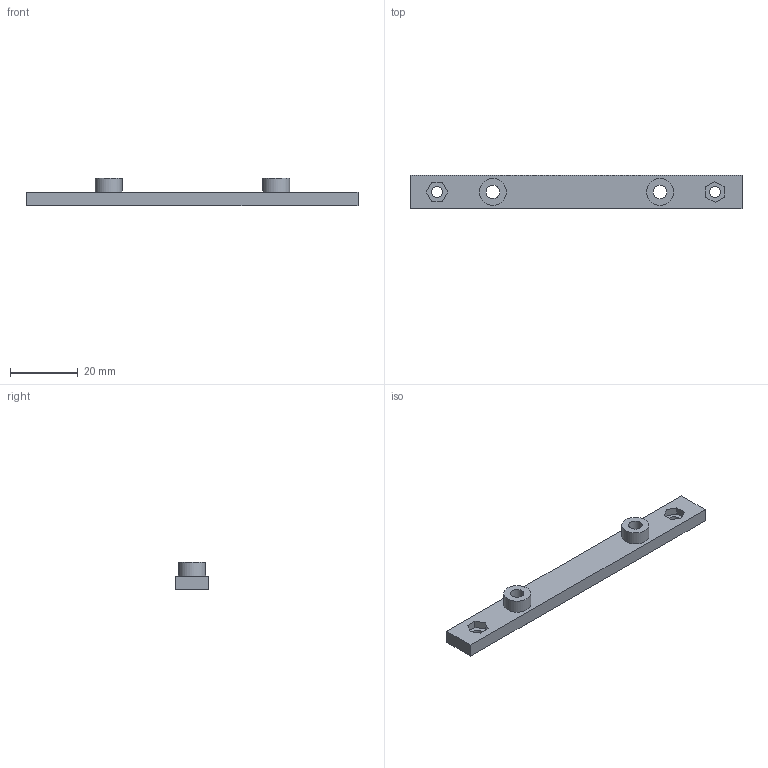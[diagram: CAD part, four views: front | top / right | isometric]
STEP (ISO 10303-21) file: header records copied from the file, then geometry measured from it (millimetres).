
FILE_DESCRIPTION(/* description */ ('STEP AP242','CAx-IF Rec.Pracs.---Representation and Presentation of Product Manufacturing Information (PMI)---4.0---2014-10-13','CAx-IF Rec.Pracs.---3D Tessellated Geometry---0.4---2014-09-14','2;1'),/* implementation_level */ '2;1');
FILE_NAME(/* name */ '620ce9b86f246d378aef9921',/* time_stamp */ '2022-02-16T12:10:32+00:00',/* author */ (''),/* organization */ (''),/* preprocessor_version */ 'ST-DEVELOPER v18.101',/* originating_system */ ' ',/* authorisation */ ' ');
FILE_SCHEMA (('AP242_MANAGED_MODEL_BASED_3D_ENGINEERING_MIM_LF { 1 0 10303 442 1 1 4 }'));
Length unit declared in the file: metre
Products named in the file (1): psu_mount_v05
Bounding box: 98.25 x 10 x 8 mm (x, y, z)
Volume: 3923.4 mm3; surface area: 3246.1 mm2
Topology: 1 solids, 1 shells, 32 faces, 78 edges, 50 vertices
Faces by surface type: plane 24, cylinder 6, torus 2
Full cylindrical faces by diameter (mm): 3.2 x2, 4 x2, 8 x2
Entity records: 910 total; most frequent: DIRECTION 150, CARTESIAN_POINT 149, ORIENTED_EDGE 136, EDGE_CURVE 68, LINE 52, VECTOR 52, EDGE_LOOP 50, FACE_BOUND 50
